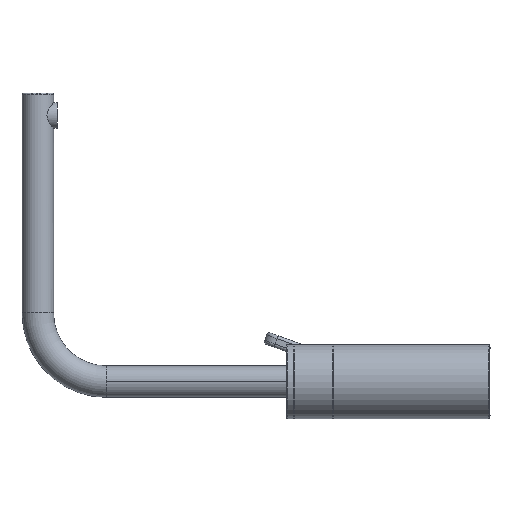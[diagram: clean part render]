
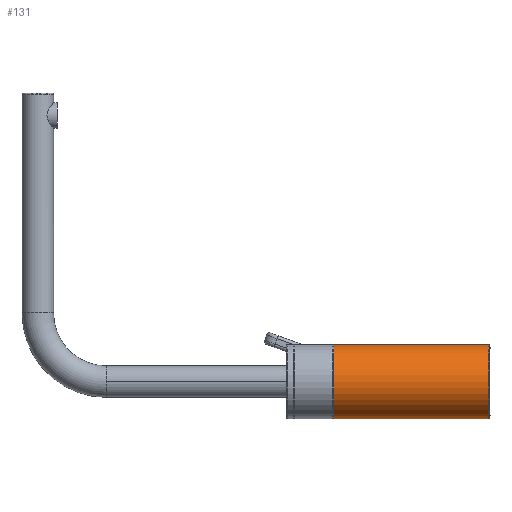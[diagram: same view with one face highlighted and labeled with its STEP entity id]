
A CAD part, left-side view. The second image highlights one B-rep face of the part: STEP entity #131.
In plain terms, the highlighted cylindrical face has radius 27 mm (diameter 54 mm), a partial arc.
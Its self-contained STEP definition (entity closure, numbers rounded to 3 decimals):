
#131=ADVANCED_FACE('Defeature ausgef_hrt1_6',(#277),#278,.T.);
#277=FACE_OUTER_BOUND('',#737,.T.);
#278=CYLINDRICAL_SURFACE('',#738,27.0);
#737=EDGE_LOOP('',(#1656,#1657,#1658,#1659));
#738=AXIS2_PLACEMENT_3D('',#1660,#1661,#1662);
#1656=ORIENTED_EDGE('',*,*,#2268,.F.);
#1657=ORIENTED_EDGE('',*,*,#2292,.T.);
#1658=ORIENTED_EDGE('',*,*,#2269,.T.);
#1659=ORIENTED_EDGE('',*,*,#2293,.T.);
#1660=CARTESIAN_POINT('',(-1.534,103.634,0.));
#1661=DIRECTION('',(0.0,-1.0,0.0));
#1662=DIRECTION('',(0.0,0.0,1.0));
#2268=EDGE_CURVE('NONE',#2592,#2565,#2611,.T.);
#2269=EDGE_CURVE('NONE',#2594,#2566,#2612,.T.);
#2292=EDGE_CURVE('Defeature ausgef_hrt1_6+Defeature ausgef_hrt1_9+Defeature ausgef_hrt1_9+Defeature ausgef_hrt1_9',#2592,#2594,#2639,.T.);
#2293=EDGE_CURVE('Defeature ausgef_hrt1_6+Defeature ausgef_hrt1_13+Defeature ausgef_hrt1_13+Defeature ausgef_hrt1_13',#2566,#2565,#2640,.T.);
#2565=VERTEX_POINT('NONE',#3136);
#2566=VERTEX_POINT('NONE',#3137);
#2592=VERTEX_POINT('NONE',#3165);
#2594=VERTEX_POINT('NONE',#3167);
#2611=LINE('',#3409,#3410);
#2612=LINE('',#3411,#3412);
#2639=CIRCLE('',#3574,27.0);
#2640=CIRCLE('',#3575,27.0);
#3136=CARTESIAN_POINT('',(-1.534,112.89,-27.0));
#3137=CARTESIAN_POINT('',(-1.534,112.89,27.0));
#3165=CARTESIAN_POINT('',(-1.534,-0.31,-27.0));
#3167=CARTESIAN_POINT('',(-1.534,-0.31,27.0));
#3409=CARTESIAN_POINT('',(-1.534,103.634,-27.0));
#3410=VECTOR('',#4187,1000.0);
#3411=CARTESIAN_POINT('',(-1.534,103.634,27.0));
#3412=VECTOR('',#4188,1000.0);
#3574=AXIS2_PLACEMENT_3D('',#4235,#4236,#4237);
#3575=AXIS2_PLACEMENT_3D('',#4238,#4239,#4240);
#4187=DIRECTION('',(-0.0,1.0,-0.0));
#4188=DIRECTION('',(-0.0,1.0,-0.0));
#4235=CARTESIAN_POINT('',(-1.534,-0.31,0.));
#4236=DIRECTION('',(-0.0,1.0,0.0));
#4237=DIRECTION('',(0.0,0.0,1.0));
#4238=CARTESIAN_POINT('',(-1.534,112.89,0.));
#4239=DIRECTION('',(0.0,-1.0,0.0));
#4240=DIRECTION('',(0.0,0.0,1.0));
